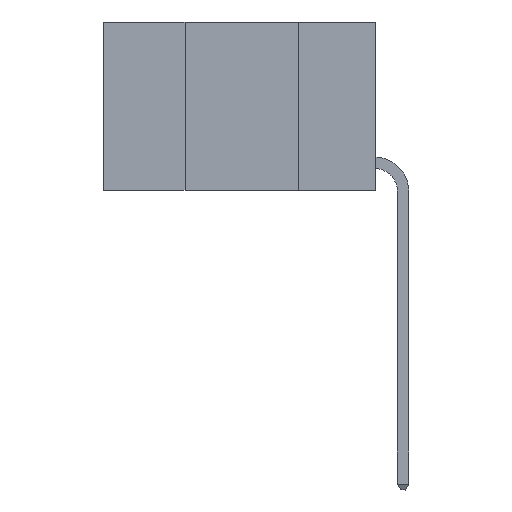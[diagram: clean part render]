
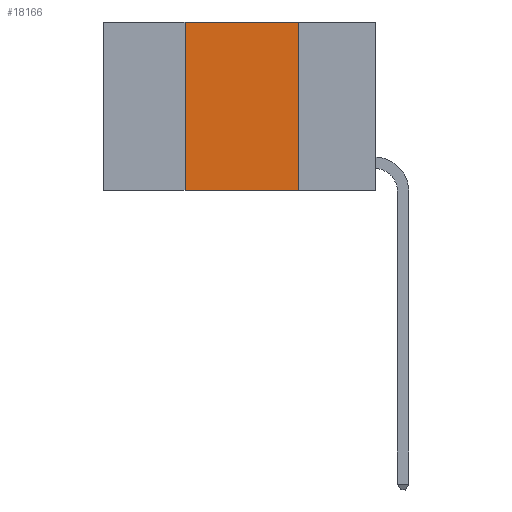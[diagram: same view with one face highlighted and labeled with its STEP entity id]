
A CAD part, left-side view. The second image highlights one B-rep face of the part: STEP entity #18166.
In plain terms, the highlighted planar face has unit normal (-1, 0, 0).
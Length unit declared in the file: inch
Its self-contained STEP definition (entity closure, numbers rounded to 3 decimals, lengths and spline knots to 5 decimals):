
#647 = EDGE_CURVE ( 'NONE', #10545, #11691, #674, .T. ) ;
#674 = LINE ( 'NONE', #4694, #5356 ) ;
#2143 = CARTESIAN_POINT ( 'NONE',  ( 0., 0.6, 0. ) ) ;
#2576 = VERTEX_POINT ( 'NONE', #16606 ) ;
#2705 = DIRECTION ( 'NONE',  ( 0., 0., -1. ) ) ;
#3827 = CARTESIAN_POINT ( 'NONE',  ( 0., 0.17, -0.37 ) ) ;
#4675 = CARTESIAN_POINT ( 'NONE',  ( 0., 0.17, 0. ) ) ;
#4694 = CARTESIAN_POINT ( 'NONE',  ( 0., 0.6, -0.37 ) ) ;
#5356 = VECTOR ( 'NONE', #20458, 39.37008 ) ;
#6240 = PLANE ( 'NONE',  #17194 ) ;
#7742 = VECTOR ( 'NONE', #24691, 39.37008 ) ;
#7981 = ORIENTED_EDGE ( 'NONE', *, *, #11771, .F. ) ;
#9662 = ORIENTED_EDGE ( 'NONE', *, *, #647, .T. ) ;
#9708 = VECTOR ( 'NONE', #19888, 39.37008 ) ;
#10112 = FACE_OUTER_BOUND ( 'NONE', #20506, .T. ) ;
#10186 = DIRECTION ( 'NONE',  ( 1., 0., 0. ) ) ;
#10545 = VERTEX_POINT ( 'NONE', #20252 ) ;
#11691 = VERTEX_POINT ( 'NONE', #3827 ) ;
#11771 = EDGE_CURVE ( 'NONE', #2576, #11691, #12955, .T. ) ;
#12261 = VERTEX_POINT ( 'NONE', #12614 ) ;
#12314 = VECTOR ( 'NONE', #2705, 39.37008 ) ;
#12614 = CARTESIAN_POINT ( 'NONE',  ( 0., 0.42, 0. ) ) ;
#12955 = LINE ( 'NONE', #4675, #12314 ) ;
#12967 = CARTESIAN_POINT ( 'NONE',  ( 0., 0.42, 0. ) ) ;
#14942 = LINE ( 'NONE', #2143, #9708 ) ;
#15144 = EDGE_CURVE ( 'NONE', #12261, #2576, #14942, .T. ) ;
#16606 = CARTESIAN_POINT ( 'NONE',  ( 0., 0.17, 0. ) ) ;
#17194 = AXIS2_PLACEMENT_3D ( 'NONE', #19974, #10186, #23901 ) ;
#18161 = LINE ( 'NONE', #12967, #7742 ) ;
#18166 = ADVANCED_FACE ( 'NONE', ( #10112 ), #6240, .F. ) ;
#19888 = DIRECTION ( 'NONE',  ( 0., -1., 0. ) ) ;
#19974 = CARTESIAN_POINT ( 'NONE',  ( 0., 0.6, 0. ) ) ;
#20252 = CARTESIAN_POINT ( 'NONE',  ( 0., 0.42, -0.37 ) ) ;
#20458 = DIRECTION ( 'NONE',  ( 0., -1., 0. ) ) ;
#20506 = EDGE_LOOP ( 'NONE', ( #7981, #20882, #22373, #9662 ) ) ;
#20882 = ORIENTED_EDGE ( 'NONE', *, *, #15144, .F. ) ;
#22373 = ORIENTED_EDGE ( 'NONE', *, *, #24910, .F. ) ;
#23901 = DIRECTION ( 'NONE',  ( 0., 0., -1. ) ) ;
#24691 = DIRECTION ( 'NONE',  ( 0., 0., 1. ) ) ;
#24910 = EDGE_CURVE ( 'NONE', #10545, #12261, #18161, .T. ) ;
